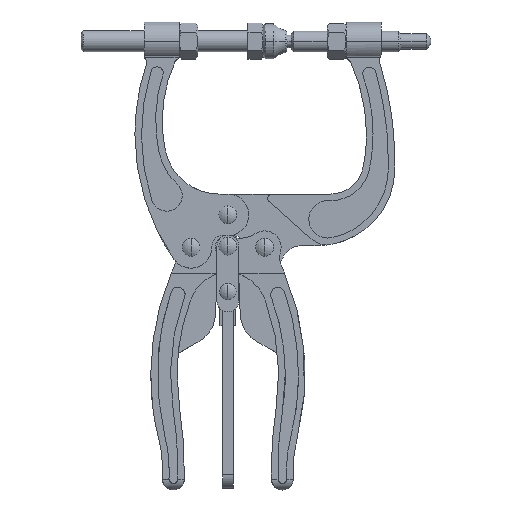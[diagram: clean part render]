
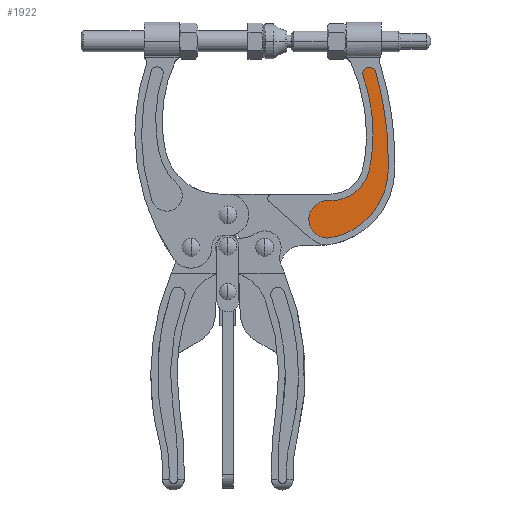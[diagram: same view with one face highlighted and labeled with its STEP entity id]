
A CAD part, top view. The second image highlights one B-rep face of the part: STEP entity #1922.
In plain terms, the highlighted planar face has unit normal (0, 0, 1).
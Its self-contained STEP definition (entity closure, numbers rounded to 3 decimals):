
#9 = CIRCLE ( 'NONE', #11655, 3.015 ) ;
#105 = ORIENTED_EDGE ( 'NONE', *, *, #9653, .T. ) ;
#793 = CARTESIAN_POINT ( 'NONE',  ( -73.678, 145.563, 2.405 ) ) ;
#834 = DIRECTION ( 'NONE',  ( 1., 0., 0. ) ) ;
#871 = CARTESIAN_POINT ( 'NONE',  ( 47.079, 110.578, 2.405 ) ) ;
#943 = VERTEX_POINT ( 'NONE', #2077 ) ;
#1189 = AXIS2_PLACEMENT_3D ( 'NONE', #9938, #4038, #10934 ) ;
#1277 = ORIENTED_EDGE ( 'NONE', *, *, #9417, .T. ) ;
#1715 = VECTOR ( 'NONE', #12158, 1000. ) ;
#1746 = CARTESIAN_POINT ( 'NONE',  ( 67.516, 186.468, 2.405 ) ) ;
#1842 = CIRCLE ( 'NONE', #5005, 80. ) ;
#1922 = ADVANCED_FACE ( 'NONE', ( #10754 ), #5967, .T. ) ;
#1967 = DIRECTION ( 'NONE',  ( 1., 0., 0. ) ) ;
#2077 = CARTESIAN_POINT ( 'NONE',  ( 73.322, 145.541, 2.405 ) ) ;
#2242 = AXIS2_PLACEMENT_3D ( 'NONE', #13077, #7187, #834 ) ;
#2271 = CARTESIAN_POINT ( 'NONE',  ( 64.644, 185.55, 2.405 ) ) ;
#2519 = EDGE_CURVE ( 'NONE', #9760, #6050, #8310, .T. ) ;
#2579 = CIRCLE ( 'NONE', #11178, 32. ) ;
#2608 = EDGE_LOOP ( 'NONE', ( #9947, #4890, #7087, #11810, #8328, #1277, #6761, #105, #4566 ) ) ;
#2655 = DIRECTION ( 'NONE',  ( 1., 0., 0. ) ) ;
#2702 = EDGE_CURVE ( 'NONE', #6050, #3310, #2579, .T. ) ;
#2707 = DIRECTION ( 'NONE',  ( 0., 0., 1. ) ) ;
#2764 = CARTESIAN_POINT ( 'NONE',  ( 45.536, 118.993, 2.405 ) ) ;
#3115 = CIRCLE ( 'NONE', #6002, 147. ) ;
#3219 = CARTESIAN_POINT ( 'NONE',  ( 45.518, 127.547, 2.405 ) ) ;
#3310 = VERTEX_POINT ( 'NONE', #7890 ) ;
#3436 = DIRECTION ( 'NONE',  ( 1., 0., 0. ) ) ;
#3861 = CARTESIAN_POINT ( 'NONE',  ( -73.678, 145.563, 2.405 ) ) ;
#4038 = DIRECTION ( 'NONE',  ( 0., 0., -1. ) ) ;
#4310 = CARTESIAN_POINT ( 'NONE',  ( 47.038, 127.547, 2.405 ) ) ;
#4566 = ORIENTED_EDGE ( 'NONE', *, *, #10963, .T. ) ;
#4691 = DIRECTION ( 'NONE',  ( 1., 0., 0. ) ) ;
#4832 = CARTESIAN_POINT ( 'NONE',  ( 47.04, 145.547, 2.405 ) ) ;
#4877 = DIRECTION ( 'NONE',  ( 1., 0., 0. ) ) ;
#4890 = ORIENTED_EDGE ( 'NONE', *, *, #11896, .T. ) ;
#5005 = AXIS2_PLACEMENT_3D ( 'NONE', #6368, #6426, #7371 ) ;
#5108 = CIRCLE ( 'NONE', #12637, 147. ) ;
#5251 = EDGE_CURVE ( 'NONE', #7566, #10922, #8376, .T. ) ;
#5354 = EDGE_CURVE ( 'NONE', #3310, #943, #5108, .T. ) ;
#5920 = VERTEX_POINT ( 'NONE', #1746 ) ;
#5967 = PLANE ( 'NONE',  #9849 ) ;
#6002 = AXIS2_PLACEMENT_3D ( 'NONE', #3861, #10746, #4877 ) ;
#6050 = VERTEX_POINT ( 'NONE', #871 ) ;
#6368 = CARTESIAN_POINT ( 'NONE',  ( -13.685, 158.056, 2.405 ) ) ;
#6426 = DIRECTION ( 'NONE',  ( 0., 0., -1. ) ) ;
#6625 = VERTEX_POINT ( 'NONE', #9126 ) ;
#6746 = EDGE_CURVE ( 'NONE', #5920, #12446, #9, .T. ) ;
#6761 = ORIENTED_EDGE ( 'NONE', *, *, #6746, .T. ) ;
#6913 = CIRCLE ( 'NONE', #2242, 80. ) ;
#7087 = ORIENTED_EDGE ( 'NONE', *, *, #2519, .T. ) ;
#7187 = DIRECTION ( 'NONE',  ( 0., 0., -1. ) ) ;
#7337 = DIRECTION ( 'NONE',  ( 0., 0., 1. ) ) ;
#7371 = DIRECTION ( 'NONE',  ( 1., 0., 0. ) ) ;
#7566 = VERTEX_POINT ( 'NONE', #12247 ) ;
#7890 = CARTESIAN_POINT ( 'NONE',  ( 73.253, 141.068, 2.405 ) ) ;
#8038 = CARTESIAN_POINT ( 'NONE',  ( 61.772, 184.631, 2.405 ) ) ;
#8129 = DIRECTION ( 'NONE',  ( 0., 0., 1. ) ) ;
#8310 = CIRCLE ( 'NONE', #12437, 8.555 ) ;
#8328 = ORIENTED_EDGE ( 'NONE', *, *, #5354, .T. ) ;
#8376 = CIRCLE ( 'NONE', #1189, 18. ) ;
#9126 = CARTESIAN_POINT ( 'NONE',  ( 66.315, 158.044, 2.405 ) ) ;
#9362 = DIRECTION ( 'NONE',  ( 0., 0., 1. ) ) ;
#9417 = EDGE_CURVE ( 'NONE', #943, #5920, #3115, .T. ) ;
#9653 = EDGE_CURVE ( 'NONE', #12446, #6625, #6913, .T. ) ;
#9760 = VERTEX_POINT ( 'NONE', #3219 ) ;
#9836 = LINE ( 'NONE', #10109, #1715 ) ;
#9849 = AXIS2_PLACEMENT_3D ( 'NONE', #4832, #7337, #4691 ) ;
#9938 = CARTESIAN_POINT ( 'NONE',  ( 47.04, 145.547, 2.405 ) ) ;
#9947 = ORIENTED_EDGE ( 'NONE', *, *, #5251, .T. ) ;
#10109 = CARTESIAN_POINT ( 'NONE',  ( 47.038, 127.547, 2.405 ) ) ;
#10363 = DIRECTION ( 'NONE',  ( 1., 0., 0. ) ) ;
#10378 = DIRECTION ( 'NONE',  ( 0., 0., 1. ) ) ;
#10409 = CARTESIAN_POINT ( 'NONE',  ( 41.268, 142.046, 2.405 ) ) ;
#10746 = DIRECTION ( 'NONE',  ( 0., 0., 1. ) ) ;
#10754 = FACE_OUTER_BOUND ( 'NONE', #2608, .T. ) ;
#10922 = VERTEX_POINT ( 'NONE', #4310 ) ;
#10934 = DIRECTION ( 'NONE',  ( 1., 0., 0. ) ) ;
#10963 = EDGE_CURVE ( 'NONE', #6625, #7566, #1842, .T. ) ;
#11178 = AXIS2_PLACEMENT_3D ( 'NONE', #10409, #10378, #10363 ) ;
#11655 = AXIS2_PLACEMENT_3D ( 'NONE', #2271, #9362, #3436 ) ;
#11810 = ORIENTED_EDGE ( 'NONE', *, *, #2702, .T. ) ;
#11896 = EDGE_CURVE ( 'NONE', #10922, #9760, #9836, .T. ) ;
#12158 = DIRECTION ( 'NONE',  ( -1., 0., 0. ) ) ;
#12247 = CARTESIAN_POINT ( 'NONE',  ( 64.67, 141.916, 2.405 ) ) ;
#12437 = AXIS2_PLACEMENT_3D ( 'NONE', #2764, #2707, #2655 ) ;
#12446 = VERTEX_POINT ( 'NONE', #8038 ) ;
#12637 = AXIS2_PLACEMENT_3D ( 'NONE', #793, #8129, #1967 ) ;
#13077 = CARTESIAN_POINT ( 'NONE',  ( -13.685, 158.056, 2.405 ) ) ;
